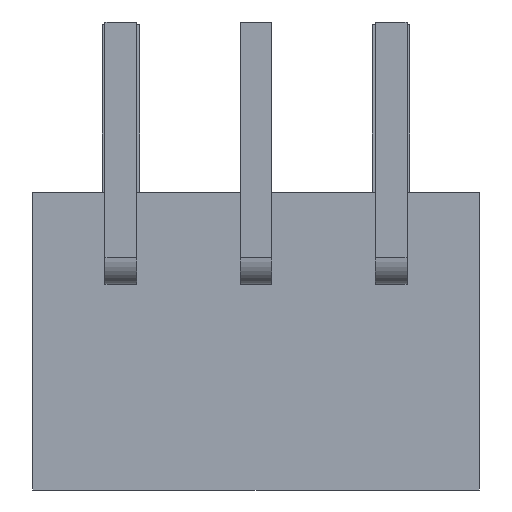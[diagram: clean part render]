
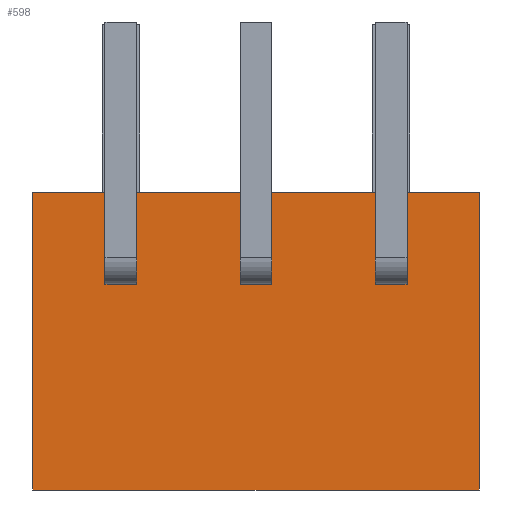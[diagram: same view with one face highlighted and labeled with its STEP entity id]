
A CAD part, front view. The second image highlights one B-rep face of the part: STEP entity #598.
In plain terms, the highlighted planar face has unit normal (0, -1, 0).
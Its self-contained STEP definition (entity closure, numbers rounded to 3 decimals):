
#598=ADVANCED_FACE('',(#1553,#1554,#1555,#1556),#1557,.F.);
#694=VERTEX_POINT('',#1655);
#696=VERTEX_POINT('',#1657);
#698=EDGE_CURVE('',#694,#696,#1659,.T.);
#726=VERTEX_POINT('',#1687);
#728=EDGE_CURVE('',#726,#694,#1689,.T.);
#746=VERTEX_POINT('',#1707);
#748=EDGE_CURVE('',#696,#746,#1709,.T.);
#772=EDGE_CURVE('',#746,#726,#1733,.T.);
#774=VERTEX_POINT('',#1735);
#776=VERTEX_POINT('',#1737);
#778=EDGE_CURVE('',#774,#776,#1739,.T.);
#806=VERTEX_POINT('',#1767);
#808=EDGE_CURVE('',#806,#774,#1769,.T.);
#826=VERTEX_POINT('',#1787);
#828=EDGE_CURVE('',#776,#826,#1789,.T.);
#852=EDGE_CURVE('',#826,#806,#1813,.T.);
#854=VERTEX_POINT('',#1815);
#856=VERTEX_POINT('',#1817);
#858=EDGE_CURVE('',#854,#856,#1819,.T.);
#886=VERTEX_POINT('',#1847);
#888=EDGE_CURVE('',#886,#854,#1849,.T.);
#906=VERTEX_POINT('',#1867);
#908=EDGE_CURVE('',#856,#906,#1869,.T.);
#932=EDGE_CURVE('',#906,#886,#1893,.T.);
#1200=VERTEX_POINT('',#2161);
#1204=VERTEX_POINT('',#2165);
#1206=EDGE_CURVE('',#1200,#1204,#2167,.T.);
#1210=VERTEX_POINT('',#2171);
#1214=VERTEX_POINT('',#2175);
#1216=EDGE_CURVE('',#1210,#1214,#2177,.T.);
#1220=EDGE_CURVE('',#1200,#1214,#2181,.T.);
#1222=EDGE_CURVE('',#1204,#1210,#2183,.T.);
#1553=FACE_OUTER_BOUND('',#2516,.T.);
#1554=FACE_BOUND('',#2517,.T.);
#1555=FACE_BOUND('',#2518,.T.);
#1556=FACE_BOUND('',#2519,.T.);
#1557=PLANE('',#2520);
#1655=CARTESIAN_POINT('',(-2.24,1.1,1.47));
#1657=CARTESIAN_POINT('',(-2.24,1.1,1.07));
#1659=LINE('',#2713,#2714);
#1687=CARTESIAN_POINT('',(-2.84,1.1,1.47));
#1689=LINE('',#2757,#2758);
#1707=CARTESIAN_POINT('',(-2.84,1.1,1.07));
#1709=LINE('',#2788,#2789);
#1733=LINE('',#2829,#2830);
#1735=CARTESIAN_POINT('',(2.84,1.1,1.47));
#1737=CARTESIAN_POINT('',(2.84,1.1,1.07));
#1739=LINE('',#2837,#2838);
#1767=CARTESIAN_POINT('',(2.24,1.1,1.47));
#1769=LINE('',#2881,#2882);
#1787=CARTESIAN_POINT('',(2.24,1.1,1.07));
#1789=LINE('',#2912,#2913);
#1813=LINE('',#2953,#2954);
#1815=CARTESIAN_POINT('',(0.3,1.1,1.47));
#1817=CARTESIAN_POINT('',(0.3,1.1,1.07));
#1819=LINE('',#2961,#2962);
#1847=CARTESIAN_POINT('',(-0.3,1.1,1.47));
#1849=LINE('',#3005,#3006);
#1867=CARTESIAN_POINT('',(-0.3,1.1,1.07));
#1869=LINE('',#3036,#3037);
#1893=LINE('',#3077,#3078);
#2161=CARTESIAN_POINT('',(-4.2,1.1,2.8));
#2165=CARTESIAN_POINT('',(4.2,1.1,2.8));
#2167=LINE('',#3531,#3532);
#2171=CARTESIAN_POINT('',(4.2,1.1,-2.8));
#2175=CARTESIAN_POINT('',(-4.2,1.1,-2.8));
#2177=LINE('',#3547,#3548);
#2181=LINE('',#3555,#3556);
#2183=LINE('',#3559,#3560);
#2516=EDGE_LOOP('',(#4365,#4366,#4367,#4368));
#2517=EDGE_LOOP('',(#4369,#4370,#4371,#4372));
#2518=EDGE_LOOP('',(#4373,#4374,#4375,#4376));
#2519=EDGE_LOOP('',(#4377,#4378,#4379,#4380));
#2520=AXIS2_PLACEMENT_3D('',#4381,#4382,#4383);
#2713=CARTESIAN_POINT('',(-2.24,1.1,1.512));
#2714=VECTOR('',#4437,1.0);
#2757=CARTESIAN_POINT('',(-1.12,1.1,1.47));
#2758=VECTOR('',#4449,1.0);
#2788=CARTESIAN_POINT('',(-1.12,1.1,1.07));
#2789=VECTOR('',#4457,1.0);
#2829=CARTESIAN_POINT('',(-2.84,1.1,1.512));
#2830=VECTOR('',#4468,1.0);
#2837=CARTESIAN_POINT('',(2.84,1.1,1.512));
#2838=VECTOR('',#4469,1.0);
#2881=CARTESIAN_POINT('',(1.42,1.1,1.47));
#2882=VECTOR('',#4481,1.0);
#2912=CARTESIAN_POINT('',(1.42,1.1,1.07));
#2913=VECTOR('',#4489,1.0);
#2953=CARTESIAN_POINT('',(2.24,1.1,1.512));
#2954=VECTOR('',#4500,1.0);
#2961=CARTESIAN_POINT('',(0.3,1.1,1.512));
#2962=VECTOR('',#4501,1.0);
#3005=CARTESIAN_POINT('',(0.15,1.1,1.47));
#3006=VECTOR('',#4513,1.0);
#3036=CARTESIAN_POINT('',(0.15,1.1,1.07));
#3037=VECTOR('',#4521,1.0);
#3077=CARTESIAN_POINT('',(-0.3,1.1,1.512));
#3078=VECTOR('',#4532,1.0);
#3531=CARTESIAN_POINT('',(0.0,1.1,2.8));
#3532=VECTOR('',#4637,1.0);
#3547=CARTESIAN_POINT('',(0.0,1.1,-2.8));
#3548=VECTOR('',#4640,1.0);
#3555=CARTESIAN_POINT('',(-4.2,1.1,0.0));
#3556=VECTOR('',#4642,1.0);
#3559=CARTESIAN_POINT('',(4.2,1.1,0.0));
#3560=VECTOR('',#4643,1.0);
#4365=ORIENTED_EDGE('',*,*,#1220,.T.);
#4366=ORIENTED_EDGE('',*,*,#1216,.F.);
#4367=ORIENTED_EDGE('',*,*,#1222,.F.);
#4368=ORIENTED_EDGE('',*,*,#1206,.F.);
#4369=ORIENTED_EDGE('',*,*,#728,.T.);
#4370=ORIENTED_EDGE('',*,*,#698,.T.);
#4371=ORIENTED_EDGE('',*,*,#748,.T.);
#4372=ORIENTED_EDGE('',*,*,#772,.T.);
#4373=ORIENTED_EDGE('',*,*,#808,.T.);
#4374=ORIENTED_EDGE('',*,*,#778,.T.);
#4375=ORIENTED_EDGE('',*,*,#828,.T.);
#4376=ORIENTED_EDGE('',*,*,#852,.T.);
#4377=ORIENTED_EDGE('',*,*,#888,.T.);
#4378=ORIENTED_EDGE('',*,*,#858,.T.);
#4379=ORIENTED_EDGE('',*,*,#908,.T.);
#4380=ORIENTED_EDGE('',*,*,#932,.T.);
#4381=CARTESIAN_POINT('',(0.0,1.1,0.0));
#4382=DIRECTION('',(0.0,1.0,0.0));
#4383=DIRECTION('',(1.0,0.0,-0.0));
#4437=DIRECTION('',(0.,0.0,-1.0));
#4449=DIRECTION('',(1.0,0.0,0.));
#4457=DIRECTION('',(-1.0,0.0,0.));
#4468=DIRECTION('',(0.,0.0,1.0));
#4469=DIRECTION('',(0.,0.0,-1.0));
#4481=DIRECTION('',(1.0,0.0,0.));
#4489=DIRECTION('',(-1.0,0.0,0.));
#4500=DIRECTION('',(0.,0.0,1.0));
#4501=DIRECTION('',(0.,0.0,-1.0));
#4513=DIRECTION('',(1.0,0.0,0.));
#4521=DIRECTION('',(-1.0,0.0,0.));
#4532=DIRECTION('',(0.,0.0,1.0));
#4637=DIRECTION('',(1.0,0.0,0.0));
#4640=DIRECTION('',(-1.0,0.0,0.0));
#4642=DIRECTION('',(0.0,0.0,-1.0));
#4643=DIRECTION('',(0.0,0.0,-1.0));
